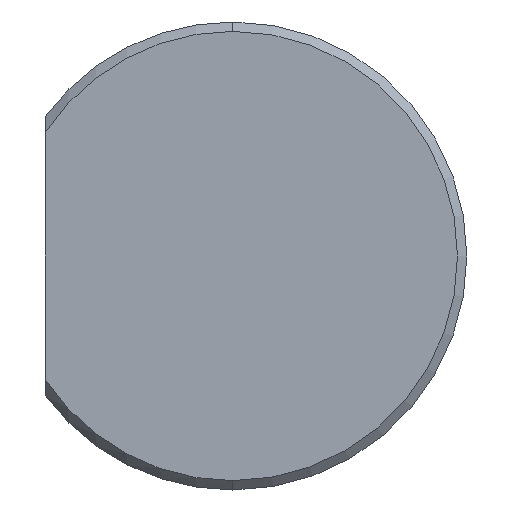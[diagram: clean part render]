
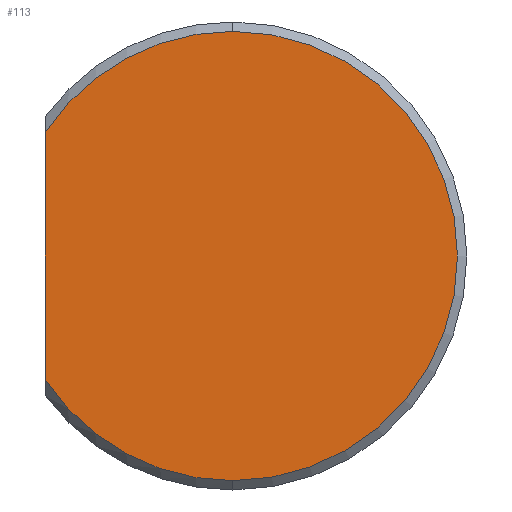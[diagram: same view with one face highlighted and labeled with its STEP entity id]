
A CAD part, front view. The second image highlights one B-rep face of the part: STEP entity #113.
In plain terms, the highlighted planar face has unit normal (0, -1, 0).
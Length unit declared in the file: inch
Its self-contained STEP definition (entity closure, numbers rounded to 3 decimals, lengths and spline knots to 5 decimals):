
#6 = EDGE_CURVE ( 'NONE', #290, #272, #293, .T. ) ;
#22 = CARTESIAN_POINT ( 'NONE',  ( 0., 0., 0. ) ) ;
#26 = ORIENTED_EDGE ( 'NONE', *, *, #102, .T. ) ;
#37 = EDGE_CURVE ( 'NONE', #217, #290, #170, .T. ) ;
#59 = DIRECTION ( 'NONE',  ( 0., 0., 1. ) ) ;
#80 = EDGE_CURVE ( 'NONE', #241, #272, #109, .T. ) ;
#97 = CARTESIAN_POINT ( 'NONE',  ( 0., 0., 0. ) ) ;
#102 = EDGE_CURVE ( 'NONE', #241, #217, #122, .T. ) ;
#109 = LINE ( 'NONE', #413, #283 ) ;
#113 = ADVANCED_FACE ( 'NONE', ( #274 ), #296, .F. ) ;
#122 = CIRCLE ( 'NONE', #199, 0.11985 ) ;
#134 = DIRECTION ( 'NONE',  ( 0., 0., 1. ) ) ;
#162 = AXIS2_PLACEMENT_3D ( 'NONE', #97, #332, #134 ) ;
#164 = ORIENTED_EDGE ( 'NONE', *, *, #80, .F. ) ;
#166 = DIRECTION ( 'NONE',  ( 0., -1., 0. ) ) ;
#170 = CIRCLE ( 'NONE', #324, 0.11985 ) ;
#199 = AXIS2_PLACEMENT_3D ( 'NONE', #22, #266, #59 ) ;
#202 = ORIENTED_EDGE ( 'NONE', *, *, #6, .T. ) ;
#217 = VERTEX_POINT ( 'NONE', #243 ) ;
#235 = ORIENTED_EDGE ( 'NONE', *, *, #37, .T. ) ;
#240 = CARTESIAN_POINT ( 'NONE',  ( -0.10015, 0., -0.06583 ) ) ;
#241 = VERTEX_POINT ( 'NONE', #240 ) ;
#243 = CARTESIAN_POINT ( 'NONE',  ( 0., 0., -0.11985 ) ) ;
#246 = CARTESIAN_POINT ( 'NONE',  ( 0., 0., 0.11985 ) ) ;
#264 = EDGE_LOOP ( 'NONE', ( #164, #26, #235, #202 ) ) ;
#266 = DIRECTION ( 'NONE',  ( 0., -1., 0. ) ) ;
#269 = DIRECTION ( 'NONE',  ( 0., 0., 1. ) ) ;
#272 = VERTEX_POINT ( 'NONE', #363 ) ;
#274 = FACE_OUTER_BOUND ( 'NONE', #264, .T. ) ;
#283 = VECTOR ( 'NONE', #334, 39.37008 ) ;
#288 = CARTESIAN_POINT ( 'NONE',  ( 0., 0., 0. ) ) ;
#290 = VERTEX_POINT ( 'NONE', #246 ) ;
#293 = CIRCLE ( 'NONE', #355, 0.11985 ) ;
#296 = PLANE ( 'NONE',  #162 ) ;
#300 = CARTESIAN_POINT ( 'NONE',  ( 0., 0., 0. ) ) ;
#324 = AXIS2_PLACEMENT_3D ( 'NONE', #300, #337, #269 ) ;
#332 = DIRECTION ( 'NONE',  ( 0., 1., 0. ) ) ;
#334 = DIRECTION ( 'NONE',  ( 0., 0., 1. ) ) ;
#337 = DIRECTION ( 'NONE',  ( 0., -1., 0. ) ) ;
#352 = DIRECTION ( 'NONE',  ( 0., 0., 1. ) ) ;
#355 = AXIS2_PLACEMENT_3D ( 'NONE', #288, #166, #352 ) ;
#363 = CARTESIAN_POINT ( 'NONE',  ( -0.10015, 0., 0.06583 ) ) ;
#413 = CARTESIAN_POINT ( 'NONE',  ( -0.10015, 0., -0.07455 ) ) ;
